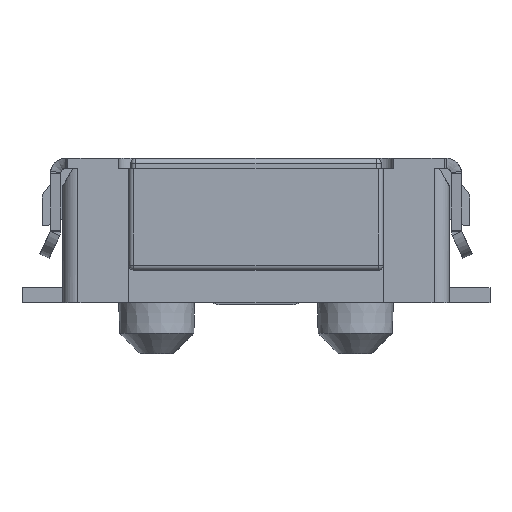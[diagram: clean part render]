
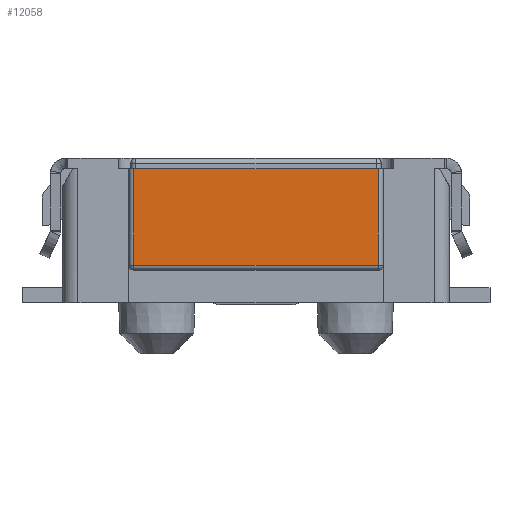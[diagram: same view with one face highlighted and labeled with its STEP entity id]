
A CAD part, front view. The second image highlights one B-rep face of the part: STEP entity #12058.
In plain terms, the highlighted planar face has unit normal (0, -1, -0.018).
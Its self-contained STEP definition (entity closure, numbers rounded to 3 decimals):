
#1669 = VERTEX_POINT('',#1670);
#1670 = CARTESIAN_POINT('',(1.2,-2.155,1.32));
#1681 = CYLINDRICAL_SURFACE('',#1682,0.05);
#1682 = AXIS2_PLACEMENT_3D('',#1683,#1684,#1685);
#1683 = CARTESIAN_POINT('',(1.2,-2.105,1.326));
#1684 = DIRECTION('',(0.,-0.017,1.));
#1685 = DIRECTION('',(1.,0.,0.));
#1692 = PLANE('',#1693);
#1693 = AXIS2_PLACEMENT_3D('',#1694,#1695,#1696);
#1694 = CARTESIAN_POINT('',(0.,-0.005,1.32));
#1695 = DIRECTION('',(0.,0.,1.));
#1696 = DIRECTION('',(1.,0.,0.));
#1706 = EDGE_CURVE('',#1669,#1707,#1709,.T.);
#1707 = VERTEX_POINT('',#1708);
#1708 = CARTESIAN_POINT('',(1.2,-2.138,0.369));
#1709 = SURFACE_CURVE('',#1710,(#1714,#1721),.PCURVE_S1.);
#1710 = LINE('',#1711,#1712);
#1711 = CARTESIAN_POINT('',(1.2,-2.155,1.32));
#1712 = VECTOR('',#1713,1.);
#1713 = DIRECTION('',(0.,0.017,-1.));
#1714 = PCURVE('',#1681,#1715);
#1715 = DEFINITIONAL_REPRESENTATION('',(#1716),#1720);
#1716 = LINE('',#1717,#1718);
#1717 = CARTESIAN_POINT('',(4.712,-0.005));
#1718 = VECTOR('',#1719,1.);
#1719 = DIRECTION('',(0.,-1.));
#1720 = ( GEOMETRIC_REPRESENTATION_CONTEXT(2) 
PARAMETRIC_REPRESENTATION_CONTEXT() REPRESENTATION_CONTEXT('2D SPACE',''
  ) );
#1721 = PCURVE('',#1722,#1727);
#1722 = PLANE('',#1723);
#1723 = AXIS2_PLACEMENT_3D('',#1724,#1725,#1726);
#1724 = CARTESIAN_POINT('',(-1.3,-2.155,1.32));
#1725 = DIRECTION('',(0.,-1.,-0.017));
#1726 = DIRECTION('',(-1.,0.,0.));
#1727 = DEFINITIONAL_REPRESENTATION('',(#1728),#1732);
#1728 = LINE('',#1729,#1730);
#1729 = CARTESIAN_POINT('',(-2.5,-0.));
#1730 = VECTOR('',#1731,1.);
#1731 = DIRECTION('',(-0.,1.));
#1732 = ( GEOMETRIC_REPRESENTATION_CONTEXT(2) 
PARAMETRIC_REPRESENTATION_CONTEXT() REPRESENTATION_CONTEXT('2D SPACE',''
  ) );
#7166 = CYLINDRICAL_SURFACE('',#7167,0.05);
#7167 = AXIS2_PLACEMENT_3D('',#7168,#7169,#7170);
#7168 = CARTESIAN_POINT('',(1.256,-2.088,0.37));
#7169 = DIRECTION('',(1.,0.,0.));
#7170 = DIRECTION('',(0.,0.,-1.));
#11559 = VERTEX_POINT('',#11560);
#11560 = CARTESIAN_POINT('',(-1.2,-2.155,1.32));
#11569 = CYLINDRICAL_SURFACE('',#11570,0.05);
#11570 = AXIS2_PLACEMENT_3D('',#11571,#11572,#11573);
#11571 = CARTESIAN_POINT('',(-1.2,-2.105,1.326));
#11572 = DIRECTION('',(0.,-0.017,1.));
#11573 = DIRECTION('',(0.,-1.,-0.017));
#11613 = VERTEX_POINT('',#11614);
#11614 = CARTESIAN_POINT('',(-1.2,-2.138,0.369));
#11663 = EDGE_CURVE('',#11559,#11613,#11664,.T.);
#11664 = SURFACE_CURVE('',#11665,(#11669,#11676),.PCURVE_S1.);
#11665 = LINE('',#11666,#11667);
#11666 = CARTESIAN_POINT('',(-1.2,-2.155,1.32));
#11667 = VECTOR('',#11668,1.);
#11668 = DIRECTION('',(0.,0.017,-1.));
#11669 = PCURVE('',#11569,#11670);
#11670 = DEFINITIONAL_REPRESENTATION('',(#11671),#11675);
#11671 = LINE('',#11672,#11673);
#11672 = CARTESIAN_POINT('',(6.283,-0.005));
#11673 = VECTOR('',#11674,1.);
#11674 = DIRECTION('',(0.,-1.));
#11675 = ( GEOMETRIC_REPRESENTATION_CONTEXT(2) 
PARAMETRIC_REPRESENTATION_CONTEXT() REPRESENTATION_CONTEXT('2D SPACE',''
  ) );
#11676 = PCURVE('',#1722,#11677);
#11677 = DEFINITIONAL_REPRESENTATION('',(#11678),#11682);
#11678 = LINE('',#11679,#11680);
#11679 = CARTESIAN_POINT('',(-0.1,-0.));
#11680 = VECTOR('',#11681,1.);
#11681 = DIRECTION('',(-0.,1.));
#11682 = ( GEOMETRIC_REPRESENTATION_CONTEXT(2) 
PARAMETRIC_REPRESENTATION_CONTEXT() REPRESENTATION_CONTEXT('2D SPACE',''
  ) );
#12058 = ADVANCED_FACE('',(#12059),#1722,.T.);
#12059 = FACE_BOUND('',#12060,.T.);
#12060 = EDGE_LOOP('',(#12061,#12062,#12083,#12084));
#12061 = ORIENTED_EDGE('',*,*,#1706,.F.);
#12062 = ORIENTED_EDGE('',*,*,#12063,.F.);
#12063 = EDGE_CURVE('',#11559,#1669,#12064,.T.);
#12064 = SURFACE_CURVE('',#12065,(#12069,#12076),.PCURVE_S1.);
#12065 = LINE('',#12066,#12067);
#12066 = CARTESIAN_POINT('',(-1.2,-2.155,1.32));
#12067 = VECTOR('',#12068,1.);
#12068 = DIRECTION('',(1.,0.,0.));
#12069 = PCURVE('',#1722,#12070);
#12070 = DEFINITIONAL_REPRESENTATION('',(#12071),#12075);
#12071 = LINE('',#12072,#12073);
#12072 = CARTESIAN_POINT('',(-0.1,-0.));
#12073 = VECTOR('',#12074,1.);
#12074 = DIRECTION('',(-1.,-0.));
#12075 = ( GEOMETRIC_REPRESENTATION_CONTEXT(2) 
PARAMETRIC_REPRESENTATION_CONTEXT() REPRESENTATION_CONTEXT('2D SPACE',''
  ) );
#12076 = PCURVE('',#1692,#12077);
#12077 = DEFINITIONAL_REPRESENTATION('',(#12078),#12082);
#12078 = LINE('',#12079,#12080);
#12079 = CARTESIAN_POINT('',(-1.2,-2.15));
#12080 = VECTOR('',#12081,1.);
#12081 = DIRECTION('',(1.,0.));
#12082 = ( GEOMETRIC_REPRESENTATION_CONTEXT(2) 
PARAMETRIC_REPRESENTATION_CONTEXT() REPRESENTATION_CONTEXT('2D SPACE',''
  ) );
#12083 = ORIENTED_EDGE('',*,*,#11663,.T.);
#12084 = ORIENTED_EDGE('',*,*,#12085,.F.);
#12085 = EDGE_CURVE('',#1707,#11613,#12086,.T.);
#12086 = SURFACE_CURVE('',#12087,(#12091,#12098),.PCURVE_S1.);
#12087 = LINE('',#12088,#12089);
#12088 = CARTESIAN_POINT('',(1.2,-2.138,0.369));
#12089 = VECTOR('',#12090,1.);
#12090 = DIRECTION('',(-1.,0.,0.));
#12091 = PCURVE('',#1722,#12092);
#12092 = DEFINITIONAL_REPRESENTATION('',(#12093),#12097);
#12093 = LINE('',#12094,#12095);
#12094 = CARTESIAN_POINT('',(-2.5,0.951));
#12095 = VECTOR('',#12096,1.);
#12096 = DIRECTION('',(1.,0.));
#12097 = ( GEOMETRIC_REPRESENTATION_CONTEXT(2) 
PARAMETRIC_REPRESENTATION_CONTEXT() REPRESENTATION_CONTEXT('2D SPACE',''
  ) );
#12098 = PCURVE('',#7166,#12099);
#12099 = DEFINITIONAL_REPRESENTATION('',(#12100),#12104);
#12100 = LINE('',#12101,#12102);
#12101 = CARTESIAN_POINT('',(4.73,-0.056));
#12102 = VECTOR('',#12103,1.);
#12103 = DIRECTION('',(0.,-1.));
#12104 = ( GEOMETRIC_REPRESENTATION_CONTEXT(2) 
PARAMETRIC_REPRESENTATION_CONTEXT() REPRESENTATION_CONTEXT('2D SPACE',''
  ) );
